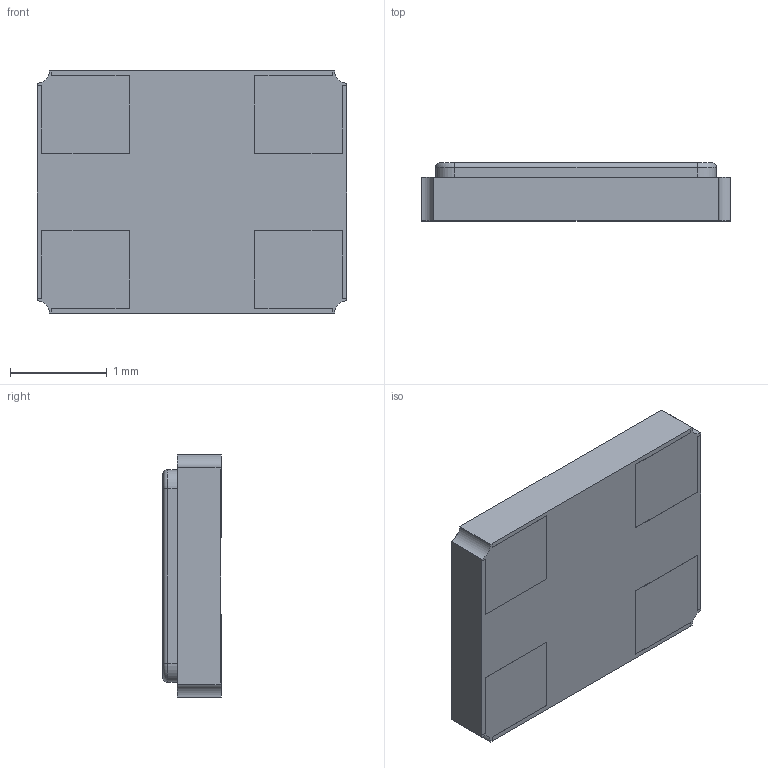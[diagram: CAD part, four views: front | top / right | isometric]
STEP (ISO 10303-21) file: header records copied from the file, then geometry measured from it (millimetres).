
FILE_DESCRIPTION (( 'STEP AP214' ), '1' );
FILE_NAME ('ABM8X.STEP', '2013-07-24T10:45:04', ( '' ), ( '' ), 'SwSTEP 2.0', 'SolidWorks 2012', '' );
FILE_SCHEMA (( 'AUTOMOTIVE_DESIGN' ));
Length unit declared in the file: millimetre
Products named in the file (1): ABM8X
Bounding box: 3.2 x 0.6 x 2.5 mm (x, y, z)
Volume: 4.5 mm3; surface area: 22.2 mm2
Topology: 1 solids, 1 shells, 144 faces, 385 edges, 254 vertices
Faces by surface type: plane 94, bspline 34, cylinder 12, torus 4
Entity records: 6703 total; most frequent: CARTESIAN_POINT 2618, ORIENTED_EDGE 770, DIRECTION 567, EDGE_CURVE 385, LINE 289, VECTOR 289, VERTEX_POINT 254, EDGE_LOOP 155
